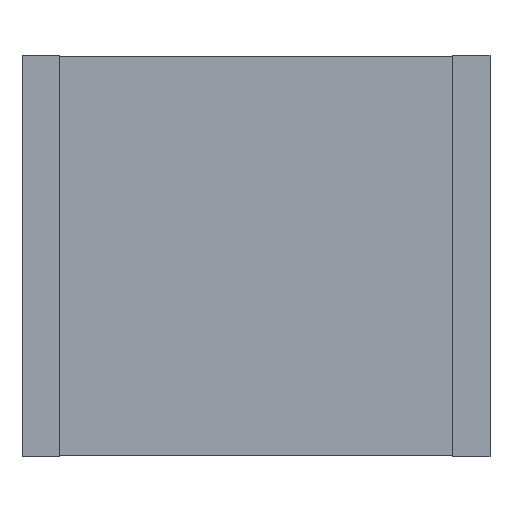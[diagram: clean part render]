
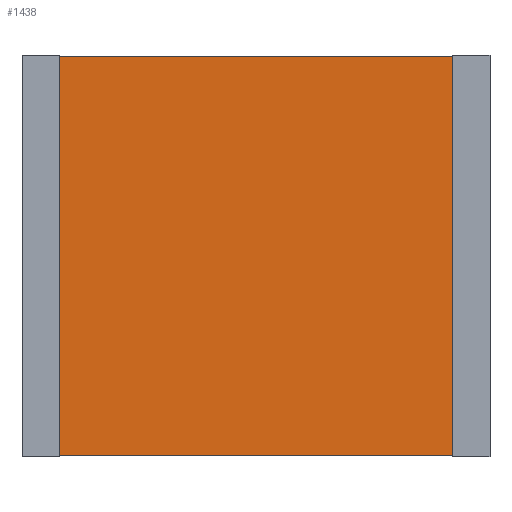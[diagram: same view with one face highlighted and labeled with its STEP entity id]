
A CAD part, front view. The second image highlights one B-rep face of the part: STEP entity #1438.
In plain terms, the highlighted planar face has unit normal (0, -1, 0).
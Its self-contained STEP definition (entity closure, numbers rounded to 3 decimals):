
#27 = ORIENTED_EDGE ( 'NONE', *, *, #2504, .F. ) ;
#90 = VECTOR ( 'NONE', #1718, 1000. ) ;
#168 = FACE_OUTER_BOUND ( 'NONE', #870, .T. ) ;
#353 = CARTESIAN_POINT ( 'NONE',  ( 0.49, 0., 0. ) ) ;
#436 = ORIENTED_EDGE ( 'NONE', *, *, #844, .F. ) ;
#497 = EDGE_CURVE ( 'NONE', #2308, #1819, #2120, .T. ) ;
#615 = CARTESIAN_POINT ( 'NONE',  ( 0.49, 0., -5.38 ) ) ;
#772 = CARTESIAN_POINT ( 'NONE',  ( 0., 0., 0. ) ) ;
#818 = VERTEX_POINT ( 'NONE', #2294 ) ;
#827 = VERTEX_POINT ( 'NONE', #1769 ) ;
#844 = EDGE_CURVE ( 'NONE', #827, #1819, #1605, .T. ) ;
#870 = EDGE_LOOP ( 'NONE', ( #436, #906, #27, #1242 ) ) ;
#906 = ORIENTED_EDGE ( 'NONE', *, *, #1367, .T. ) ;
#942 = DIRECTION ( 'NONE',  ( 0., -1., 0. ) ) ;
#990 = PLANE ( 'NONE',  #2237 ) ;
#998 = DIRECTION ( 'NONE',  ( -1., 0., 0. ) ) ;
#1047 = LINE ( 'NONE', #1817, #1658 ) ;
#1122 = LINE ( 'NONE', #772, #90 ) ;
#1123 = DIRECTION ( 'NONE',  ( 0., 0., -1. ) ) ;
#1153 = CARTESIAN_POINT ( 'NONE',  ( 0., 0., 0. ) ) ;
#1156 = VECTOR ( 'NONE', #1123, 1000. ) ;
#1242 = ORIENTED_EDGE ( 'NONE', *, *, #497, .T. ) ;
#1367 = EDGE_CURVE ( 'NONE', #827, #818, #1047, .T. ) ;
#1438 = ADVANCED_FACE ( 'NONE', ( #168 ), #990, .T. ) ;
#1605 = LINE ( 'NONE', #1991, #1737 ) ;
#1646 = CARTESIAN_POINT ( 'NONE',  ( 0.49, 0., 0. ) ) ;
#1658 = VECTOR ( 'NONE', #1673, 1000. ) ;
#1673 = DIRECTION ( 'NONE',  ( 0., 0., 1. ) ) ;
#1709 = DIRECTION ( 'NONE',  ( 0., 0., -1. ) ) ;
#1718 = DIRECTION ( 'NONE',  ( 1., 0., 0. ) ) ;
#1737 = VECTOR ( 'NONE', #998, 1000. ) ;
#1769 = CARTESIAN_POINT ( 'NONE',  ( 5.79, 0., -5.38 ) ) ;
#1817 = CARTESIAN_POINT ( 'NONE',  ( 5.79, 0., 0. ) ) ;
#1819 = VERTEX_POINT ( 'NONE', #615 ) ;
#1991 = CARTESIAN_POINT ( 'NONE',  ( 0., 0., -5.38 ) ) ;
#2120 = LINE ( 'NONE', #353, #1156 ) ;
#2237 = AXIS2_PLACEMENT_3D ( 'NONE', #1153, #942, #1709 ) ;
#2294 = CARTESIAN_POINT ( 'NONE',  ( 5.79, 0., 0. ) ) ;
#2308 = VERTEX_POINT ( 'NONE', #1646 ) ;
#2504 = EDGE_CURVE ( 'NONE', #2308, #818, #1122, .T. ) ;
